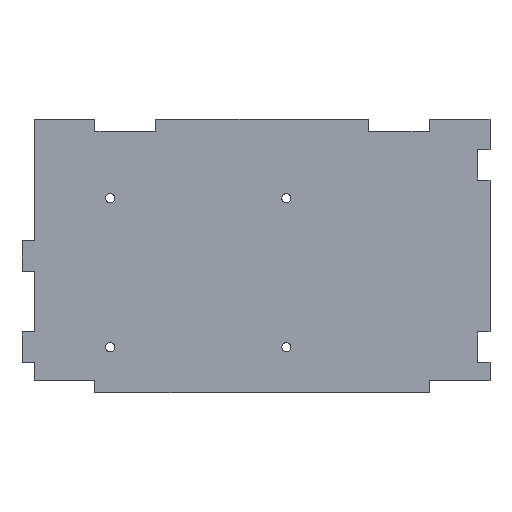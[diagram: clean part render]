
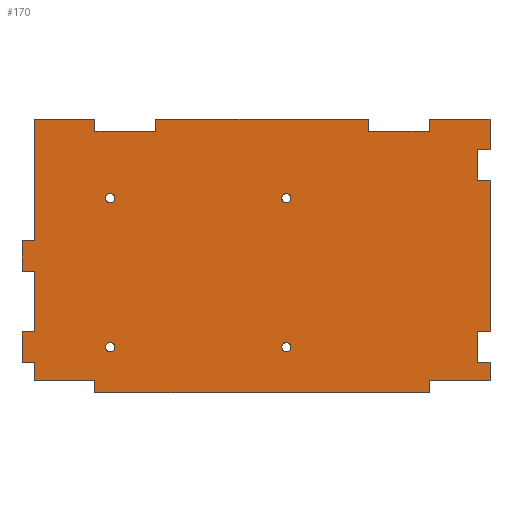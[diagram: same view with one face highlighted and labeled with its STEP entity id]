
A CAD part, top view. The second image highlights one B-rep face of the part: STEP entity #170.
In plain terms, the highlighted planar face has unit normal (0, 0, 1).
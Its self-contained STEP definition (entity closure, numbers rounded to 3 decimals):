
#116=FACE_BOUND('',#278,.T.);
#117=FACE_BOUND('',#279,.T.);
#118=FACE_BOUND('',#280,.T.);
#119=FACE_BOUND('',#281,.T.);
#120=FACE_BOUND('',#282,.T.);
#126=CIRCLE('',#896,1.5);
#128=CIRCLE('',#899,1.5);
#130=CIRCLE('',#902,1.5);
#132=CIRCLE('',#906,1.5);
#170=ADVANCED_FACE('',(#116,#117,#118,#119,#120),#204,.T.);
#204=PLANE('',#909);
#278=EDGE_LOOP('',(#424,#425,#426,#427,#428,#429,#430,#431,#432,#433,#434,
#435,#436,#437,#438,#439,#440,#441,#442,#443,#444,#445,#446,#447,#448,#449,
#450,#451,#452,#453,#454,#455));
#279=EDGE_LOOP('',(#456));
#280=EDGE_LOOP('',(#457));
#281=EDGE_LOOP('',(#458));
#282=EDGE_LOOP('',(#459));
#424=ORIENTED_EDGE('',*,*,#570,.F.);
#425=ORIENTED_EDGE('',*,*,#669,.F.);
#426=ORIENTED_EDGE('',*,*,#660,.F.);
#427=ORIENTED_EDGE('',*,*,#657,.F.);
#428=ORIENTED_EDGE('',*,*,#654,.F.);
#429=ORIENTED_EDGE('',*,*,#651,.F.);
#430=ORIENTED_EDGE('',*,*,#648,.F.);
#431=ORIENTED_EDGE('',*,*,#645,.F.);
#432=ORIENTED_EDGE('',*,*,#642,.F.);
#433=ORIENTED_EDGE('',*,*,#639,.F.);
#434=ORIENTED_EDGE('',*,*,#636,.F.);
#435=ORIENTED_EDGE('',*,*,#633,.F.);
#436=ORIENTED_EDGE('',*,*,#630,.F.);
#437=ORIENTED_EDGE('',*,*,#627,.F.);
#438=ORIENTED_EDGE('',*,*,#624,.F.);
#439=ORIENTED_EDGE('',*,*,#621,.F.);
#440=ORIENTED_EDGE('',*,*,#618,.F.);
#441=ORIENTED_EDGE('',*,*,#615,.F.);
#442=ORIENTED_EDGE('',*,*,#612,.F.);
#443=ORIENTED_EDGE('',*,*,#609,.F.);
#444=ORIENTED_EDGE('',*,*,#606,.F.);
#445=ORIENTED_EDGE('',*,*,#603,.F.);
#446=ORIENTED_EDGE('',*,*,#600,.F.);
#447=ORIENTED_EDGE('',*,*,#597,.F.);
#448=ORIENTED_EDGE('',*,*,#594,.F.);
#449=ORIENTED_EDGE('',*,*,#591,.F.);
#450=ORIENTED_EDGE('',*,*,#588,.F.);
#451=ORIENTED_EDGE('',*,*,#585,.F.);
#452=ORIENTED_EDGE('',*,*,#582,.F.);
#453=ORIENTED_EDGE('',*,*,#579,.F.);
#454=ORIENTED_EDGE('',*,*,#576,.F.);
#455=ORIENTED_EDGE('',*,*,#573,.F.);
#456=ORIENTED_EDGE('',*,*,#666,.F.);
#457=ORIENTED_EDGE('',*,*,#664,.F.);
#458=ORIENTED_EDGE('',*,*,#662,.F.);
#459=ORIENTED_EDGE('',*,*,#670,.F.);
#498=VERTEX_POINT('',#1106);
#499=VERTEX_POINT('',#1108);
#501=VERTEX_POINT('',#1114);
#503=VERTEX_POINT('',#1120);
#505=VERTEX_POINT('',#1126);
#507=VERTEX_POINT('',#1132);
#509=VERTEX_POINT('',#1138);
#511=VERTEX_POINT('',#1144);
#513=VERTEX_POINT('',#1150);
#515=VERTEX_POINT('',#1156);
#517=VERTEX_POINT('',#1162);
#519=VERTEX_POINT('',#1168);
#521=VERTEX_POINT('',#1174);
#523=VERTEX_POINT('',#1180);
#525=VERTEX_POINT('',#1186);
#527=VERTEX_POINT('',#1192);
#529=VERTEX_POINT('',#1198);
#531=VERTEX_POINT('',#1204);
#533=VERTEX_POINT('',#1210);
#535=VERTEX_POINT('',#1216);
#537=VERTEX_POINT('',#1222);
#539=VERTEX_POINT('',#1228);
#541=VERTEX_POINT('',#1234);
#543=VERTEX_POINT('',#1240);
#545=VERTEX_POINT('',#1246);
#547=VERTEX_POINT('',#1252);
#549=VERTEX_POINT('',#1258);
#551=VERTEX_POINT('',#1264);
#553=VERTEX_POINT('',#1270);
#555=VERTEX_POINT('',#1276);
#557=VERTEX_POINT('',#1282);
#559=VERTEX_POINT('',#1288);
#560=VERTEX_POINT('',#1292);
#562=VERTEX_POINT('',#1297);
#564=VERTEX_POINT('',#1302);
#566=VERTEX_POINT('',#1310);
#570=EDGE_CURVE('',#498,#499,#674,.T.);
#573=EDGE_CURVE('',#499,#501,#677,.T.);
#576=EDGE_CURVE('',#501,#503,#680,.T.);
#579=EDGE_CURVE('',#503,#505,#683,.T.);
#582=EDGE_CURVE('',#505,#507,#686,.T.);
#585=EDGE_CURVE('',#507,#509,#689,.T.);
#588=EDGE_CURVE('',#509,#511,#692,.T.);
#591=EDGE_CURVE('',#511,#513,#695,.T.);
#594=EDGE_CURVE('',#513,#515,#698,.T.);
#597=EDGE_CURVE('',#515,#517,#701,.T.);
#600=EDGE_CURVE('',#517,#519,#704,.T.);
#603=EDGE_CURVE('',#519,#521,#707,.T.);
#606=EDGE_CURVE('',#521,#523,#710,.T.);
#609=EDGE_CURVE('',#523,#525,#713,.T.);
#612=EDGE_CURVE('',#525,#527,#716,.T.);
#615=EDGE_CURVE('',#527,#529,#719,.T.);
#618=EDGE_CURVE('',#529,#531,#722,.T.);
#621=EDGE_CURVE('',#531,#533,#725,.T.);
#624=EDGE_CURVE('',#533,#535,#728,.T.);
#627=EDGE_CURVE('',#535,#537,#731,.T.);
#630=EDGE_CURVE('',#537,#539,#734,.T.);
#633=EDGE_CURVE('',#539,#541,#737,.T.);
#636=EDGE_CURVE('',#541,#543,#740,.T.);
#639=EDGE_CURVE('',#543,#545,#743,.T.);
#642=EDGE_CURVE('',#545,#547,#746,.T.);
#645=EDGE_CURVE('',#547,#549,#749,.T.);
#648=EDGE_CURVE('',#549,#551,#752,.T.);
#651=EDGE_CURVE('',#551,#553,#755,.T.);
#654=EDGE_CURVE('',#553,#555,#758,.T.);
#657=EDGE_CURVE('',#555,#557,#761,.T.);
#660=EDGE_CURVE('',#557,#559,#764,.T.);
#662=EDGE_CURVE('',#560,#560,#126,.T.);
#664=EDGE_CURVE('',#562,#562,#128,.T.);
#666=EDGE_CURVE('',#564,#564,#130,.T.);
#669=EDGE_CURVE('',#559,#498,#767,.T.);
#670=EDGE_CURVE('',#566,#566,#132,.T.);
#674=LINE('',#1107,#770);
#677=LINE('',#1113,#773);
#680=LINE('',#1119,#776);
#683=LINE('',#1125,#779);
#686=LINE('',#1131,#782);
#689=LINE('',#1137,#785);
#692=LINE('',#1143,#788);
#695=LINE('',#1149,#791);
#698=LINE('',#1155,#794);
#701=LINE('',#1161,#797);
#704=LINE('',#1167,#800);
#707=LINE('',#1173,#803);
#710=LINE('',#1179,#806);
#713=LINE('',#1185,#809);
#716=LINE('',#1191,#812);
#719=LINE('',#1197,#815);
#722=LINE('',#1203,#818);
#725=LINE('',#1209,#821);
#728=LINE('',#1215,#824);
#731=LINE('',#1221,#827);
#734=LINE('',#1227,#830);
#737=LINE('',#1233,#833);
#740=LINE('',#1239,#836);
#743=LINE('',#1245,#839);
#746=LINE('',#1251,#842);
#749=LINE('',#1257,#845);
#752=LINE('',#1263,#848);
#755=LINE('',#1269,#851);
#758=LINE('',#1275,#854);
#761=LINE('',#1281,#857);
#764=LINE('',#1287,#860);
#767=LINE('',#1307,#863);
#770=VECTOR('',#915,1.);
#773=VECTOR('',#920,1.);
#776=VECTOR('',#925,1.);
#779=VECTOR('',#930,1.);
#782=VECTOR('',#935,1.);
#785=VECTOR('',#940,1.);
#788=VECTOR('',#945,1.);
#791=VECTOR('',#950,1.);
#794=VECTOR('',#955,1.);
#797=VECTOR('',#960,1.);
#800=VECTOR('',#965,1.);
#803=VECTOR('',#970,1.);
#806=VECTOR('',#975,1.);
#809=VECTOR('',#980,1.);
#812=VECTOR('',#985,1.);
#815=VECTOR('',#990,1.);
#818=VECTOR('',#995,1.);
#821=VECTOR('',#1000,1.);
#824=VECTOR('',#1005,1.);
#827=VECTOR('',#1010,1.);
#830=VECTOR('',#1015,1.);
#833=VECTOR('',#1020,1.);
#836=VECTOR('',#1025,1.);
#839=VECTOR('',#1030,1.);
#842=VECTOR('',#1035,1.);
#845=VECTOR('',#1040,1.);
#848=VECTOR('',#1045,1.);
#851=VECTOR('',#1050,1.);
#854=VECTOR('',#1055,1.);
#857=VECTOR('',#1060,1.);
#860=VECTOR('',#1065,1.);
#863=VECTOR('',#1088,1.);
#896=AXIS2_PLACEMENT_3D('',#1291,#1069,#1070);
#899=AXIS2_PLACEMENT_3D('',#1296,#1075,#1076);
#902=AXIS2_PLACEMENT_3D('',#1301,#1081,#1082);
#906=AXIS2_PLACEMENT_3D('',#1309,#1091,#1092);
#909=AXIS2_PLACEMENT_3D('',#1314,#1097,#1098);
#915=DIRECTION('',(1.,0.,0.));
#920=DIRECTION('',(0.,-1.,0.));
#925=DIRECTION('',(1.,0.,0.));
#930=DIRECTION('',(0.,1.,0.));
#935=DIRECTION('',(1.,0.,0.));
#940=DIRECTION('',(0.,-1.,0.));
#945=DIRECTION('',(-1.,0.,0.));
#950=DIRECTION('',(0.,-1.,0.));
#955=DIRECTION('',(1.,0.,0.));
#960=DIRECTION('',(0.,-1.,0.));
#965=DIRECTION('',(-1.,0.,0.));
#970=DIRECTION('',(0.,-1.,0.));
#975=DIRECTION('',(1.,0.,0.));
#980=DIRECTION('',(0.,-1.,0.));
#985=DIRECTION('',(-1.,0.,0.));
#990=DIRECTION('',(0.,-1.,0.));
#995=DIRECTION('',(-1.,0.,0.));
#1000=DIRECTION('',(0.,1.,0.));
#1005=DIRECTION('',(-1.,0.,0.));
#1010=DIRECTION('',(0.,1.,0.));
#1015=DIRECTION('',(-1.,0.,0.));
#1020=DIRECTION('',(0.,1.,0.));
#1025=DIRECTION('',(1.,0.,0.));
#1030=DIRECTION('',(0.,1.,0.));
#1035=DIRECTION('',(-1.,0.,0.));
#1040=DIRECTION('',(0.,1.,0.));
#1045=DIRECTION('',(1.,0.,0.));
#1050=DIRECTION('',(0.,1.,0.));
#1055=DIRECTION('',(1.,0.,0.));
#1060=DIRECTION('',(0.,-1.,0.));
#1065=DIRECTION('',(1.,0.,0.));
#1069=DIRECTION('',(0.,0.,1.));
#1070=DIRECTION('',(1.,0.,0.));
#1075=DIRECTION('',(0.,0.,1.));
#1076=DIRECTION('',(1.,0.,0.));
#1081=DIRECTION('',(0.,0.,1.));
#1082=DIRECTION('',(1.,0.,0.));
#1088=DIRECTION('',(0.,1.,0.));
#1091=DIRECTION('',(0.,0.,1.));
#1092=DIRECTION('',(1.,0.,0.));
#1097=DIRECTION('',(0.,0.,1.));
#1098=DIRECTION('',(1.,0.,0.));
#1106=CARTESIAN_POINT('',(40.,86.,4.));
#1107=CARTESIAN_POINT('',(40.,86.,4.));
#1108=CARTESIAN_POINT('',(110.,86.,4.));
#1113=CARTESIAN_POINT('',(110.,86.,4.));
#1114=CARTESIAN_POINT('',(110.,82.,4.));
#1119=CARTESIAN_POINT('',(110.,82.,4.));
#1120=CARTESIAN_POINT('',(130.,82.,4.));
#1125=CARTESIAN_POINT('',(130.,82.,4.));
#1126=CARTESIAN_POINT('',(130.,86.,4.));
#1131=CARTESIAN_POINT('',(130.,86.,4.));
#1132=CARTESIAN_POINT('',(150.,86.,4.));
#1137=CARTESIAN_POINT('',(150.,86.,4.));
#1138=CARTESIAN_POINT('',(150.,76.,4.));
#1143=CARTESIAN_POINT('',(150.,76.,4.));
#1144=CARTESIAN_POINT('',(146.,76.,4.));
#1149=CARTESIAN_POINT('',(146.,76.,4.));
#1150=CARTESIAN_POINT('',(146.,66.,4.));
#1155=CARTESIAN_POINT('',(146.,66.,4.));
#1156=CARTESIAN_POINT('',(150.,66.,4.));
#1161=CARTESIAN_POINT('',(150.,66.,4.));
#1162=CARTESIAN_POINT('',(150.,16.,4.));
#1167=CARTESIAN_POINT('',(150.,16.,4.));
#1168=CARTESIAN_POINT('',(146.,16.,4.));
#1173=CARTESIAN_POINT('',(146.,16.,4.));
#1174=CARTESIAN_POINT('',(146.,6.,4.));
#1179=CARTESIAN_POINT('',(146.,6.,4.));
#1180=CARTESIAN_POINT('',(150.,6.,4.));
#1185=CARTESIAN_POINT('',(150.,6.,4.));
#1186=CARTESIAN_POINT('',(150.,0.,4.));
#1191=CARTESIAN_POINT('',(150.,0.,4.));
#1192=CARTESIAN_POINT('',(130.,0.,4.));
#1197=CARTESIAN_POINT('',(130.,0.,4.));
#1198=CARTESIAN_POINT('',(130.,-4.,4.));
#1203=CARTESIAN_POINT('',(130.,-4.,4.));
#1204=CARTESIAN_POINT('',(20.,-4.,4.));
#1209=CARTESIAN_POINT('',(20.,-4.,4.));
#1210=CARTESIAN_POINT('',(20.,0.,4.));
#1215=CARTESIAN_POINT('',(20.,0.,4.));
#1216=CARTESIAN_POINT('',(0.,0.,4.));
#1221=CARTESIAN_POINT('',(0.,0.,4.));
#1222=CARTESIAN_POINT('',(0.,6.,4.));
#1227=CARTESIAN_POINT('',(0.,6.,4.));
#1228=CARTESIAN_POINT('',(-4.,6.,4.));
#1233=CARTESIAN_POINT('',(-4.,6.,4.));
#1234=CARTESIAN_POINT('',(-4.,16.,4.));
#1239=CARTESIAN_POINT('',(-4.,16.,4.));
#1240=CARTESIAN_POINT('',(0.,16.,4.));
#1245=CARTESIAN_POINT('',(0.,16.,4.));
#1246=CARTESIAN_POINT('',(0.,36.,4.));
#1251=CARTESIAN_POINT('',(0.,36.,4.));
#1252=CARTESIAN_POINT('',(-4.,36.,4.));
#1257=CARTESIAN_POINT('',(-4.,36.,4.));
#1258=CARTESIAN_POINT('',(-4.,46.,4.));
#1263=CARTESIAN_POINT('',(-4.,46.,4.));
#1264=CARTESIAN_POINT('',(0.,46.,4.));
#1269=CARTESIAN_POINT('',(0.,46.,4.));
#1270=CARTESIAN_POINT('',(0.,86.,4.));
#1275=CARTESIAN_POINT('',(0.,86.,4.));
#1276=CARTESIAN_POINT('',(20.,86.,4.));
#1281=CARTESIAN_POINT('',(20.,86.,4.));
#1282=CARTESIAN_POINT('',(20.,82.,4.));
#1287=CARTESIAN_POINT('',(20.,82.,4.));
#1288=CARTESIAN_POINT('',(40.,82.,4.));
#1291=CARTESIAN_POINT('',(25.,60.,4.));
#1292=CARTESIAN_POINT('',(26.5,60.,4.));
#1296=CARTESIAN_POINT('',(83.,11.,4.));
#1297=CARTESIAN_POINT('',(84.5,11.,4.));
#1301=CARTESIAN_POINT('',(83.,60.,4.));
#1302=CARTESIAN_POINT('',(84.5,60.,4.));
#1307=CARTESIAN_POINT('',(40.,82.,4.));
#1309=CARTESIAN_POINT('',(25.,11.,4.));
#1310=CARTESIAN_POINT('',(26.5,11.,4.));
#1314=CARTESIAN_POINT('',(83.,60.,4.));
